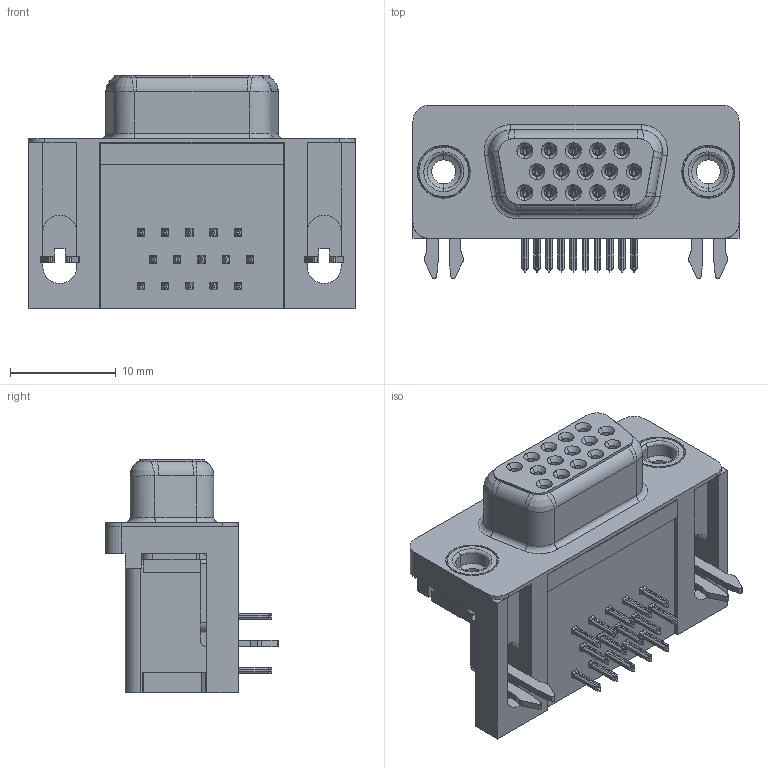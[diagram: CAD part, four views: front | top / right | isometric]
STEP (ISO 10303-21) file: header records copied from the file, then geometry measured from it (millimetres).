
FILE_DESCRIPTION (( 'STEP AP214' ), '1' );
FILE_NAME ('L77HDE15SD1CH4R.STEP', '2023-06-22T11:57:57', ( '' ), ( '' ), 'SwSTEP 2.0', 'SolidWorks 2017', '' );
FILE_SCHEMA (( 'AUTOMOTIVE_DESIGN' ));
Products named in the file (2): L77HDE15SD1CH4R_L77HDE15SD1CH4R; L77HDE15SD1CH4R
Assembly tree (1 placements, depth 2):
  L77HDE15SD1CH4R
    L77HDE15SD1CH4R_L77HDE15SD1CH4R
Bounding box: 30.81 x 16.35 x 22.1 mm (x, y, z)
Volume: 3985.7 mm3; surface area: 7888.9 mm2
Topology: 1 solids, 3 shells, 2470 faces, 6920 edges, 4352 vertices
Faces by surface type: plane 1135, cylinder 577, bspline 570, cone 188
Entity records: 101737 total; most frequent: CARTESIAN_POINT 43482, ORIENTED_EDGE 13826, DIRECTION 9647, EDGE_CURVE 6913, VERTEX_POINT 4352, VECTOR 4173, LINE 4173, AXIS2_PLACEMENT_3D 2737
